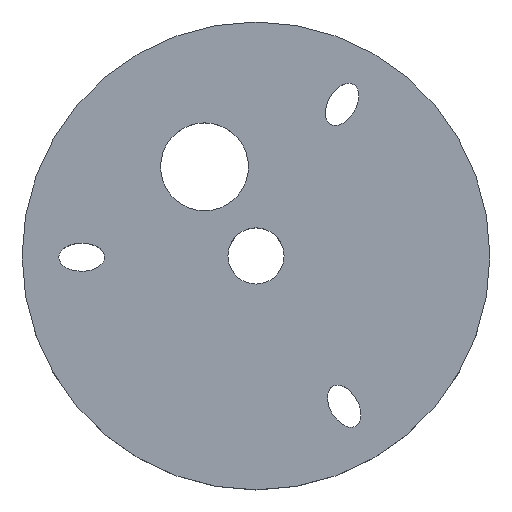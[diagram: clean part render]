
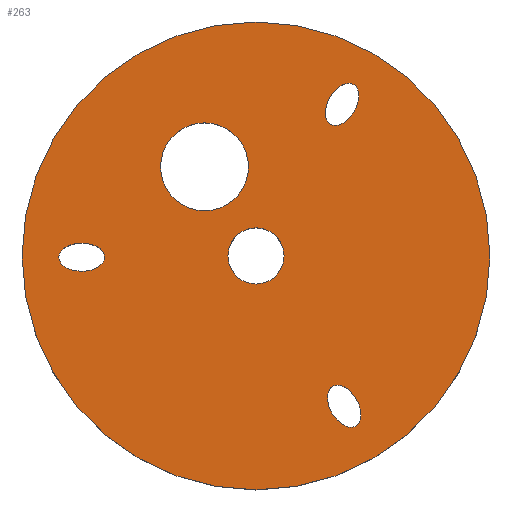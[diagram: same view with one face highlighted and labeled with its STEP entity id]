
A CAD part, top view. The second image highlights one B-rep face of the part: STEP entity #263.
In plain terms, the highlighted planar face has unit normal (0, 0, 1).
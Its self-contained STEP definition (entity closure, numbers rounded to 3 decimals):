
#23=ELLIPSE('',#313,2.45,1.5);
#24=ELLIPSE('',#314,2.45,1.5);
#25=ELLIPSE('',#315,2.45,1.5);
#30=PLANE('',#311);
#55=ORIENTED_EDGE('',*,*,#100,.T.);
#56=ORIENTED_EDGE('',*,*,#101,.F.);
#57=ORIENTED_EDGE('',*,*,#102,.F.);
#58=ORIENTED_EDGE('',*,*,#103,.F.);
#59=ORIENTED_EDGE('',*,*,#104,.F.);
#60=ORIENTED_EDGE('',*,*,#105,.T.);
#100=EDGE_CURVE('',#124,#124,#148,.T.);
#101=EDGE_CURVE('',#125,#125,#23,.T.);
#102=EDGE_CURVE('',#126,#126,#24,.T.);
#103=EDGE_CURVE('',#127,#127,#25,.T.);
#104=EDGE_CURVE('',#128,#128,#149,.F.);
#105=EDGE_CURVE('',#129,#129,#150,.T.);
#124=VERTEX_POINT('',#454);
#125=VERTEX_POINT('',#456);
#126=VERTEX_POINT('',#458);
#127=VERTEX_POINT('',#460);
#128=VERTEX_POINT('',#462);
#129=VERTEX_POINT('',#464);
#148=CIRCLE('',#312,3.);
#149=CIRCLE('',#316,4.7);
#150=CIRCLE('',#317,25.);
#169=EDGE_LOOP('',(#55));
#170=EDGE_LOOP('',(#56));
#171=EDGE_LOOP('',(#57));
#172=EDGE_LOOP('',(#58));
#173=EDGE_LOOP('',(#59));
#174=EDGE_LOOP('',(#60));
#217=FACE_BOUND('',#169,.T.);
#218=FACE_BOUND('',#170,.T.);
#219=FACE_BOUND('',#171,.T.);
#220=FACE_BOUND('',#172,.T.);
#221=FACE_BOUND('',#173,.T.);
#222=FACE_BOUND('',#174,.T.);
#263=ADVANCED_FACE('',(#217,#218,#219,#220,#221,#222),#30,.F.);
#311=AXIS2_PLACEMENT_3D('',#452,#376,#377);
#312=AXIS2_PLACEMENT_3D('',#453,#378,#379);
#313=AXIS2_PLACEMENT_3D('',#455,#380,#381);
#314=AXIS2_PLACEMENT_3D('',#457,#382,#383);
#315=AXIS2_PLACEMENT_3D('',#459,#384,#385);
#316=AXIS2_PLACEMENT_3D('',#461,#386,#387);
#317=AXIS2_PLACEMENT_3D('',#463,#388,#389);
#376=DIRECTION('',(0.,0.,-1.));
#377=DIRECTION('',(-1.,0.,0.));
#378=DIRECTION('',(0.,0.,-1.));
#379=DIRECTION('',(-1.,0.,0.));
#380=DIRECTION('',(0.,0.,1.));
#381=DIRECTION('',(1.,0.,0.));
#382=DIRECTION('',(0.,0.,1.));
#383=DIRECTION('',(-0.5,0.866,0.));
#384=DIRECTION('',(0.,0.,1.));
#385=DIRECTION('',(-0.5,-0.866,0.));
#386=DIRECTION('',(0.,0.,-1.));
#387=DIRECTION('',(-1.,0.,0.));
#388=DIRECTION('',(0.,0.,1.));
#389=DIRECTION('',(-1.,0.,0.));
#452=CARTESIAN_POINT('',(0.,0.,0.));
#453=CARTESIAN_POINT('',(0.,0.,0.));
#454=CARTESIAN_POINT('',(-3.,0.,0.));
#455=CARTESIAN_POINT('',(-18.626,-0.135,0.));
#456=CARTESIAN_POINT('',(-16.176,-0.135,0.));
#457=CARTESIAN_POINT('',(9.429,-16.063,0.));
#458=CARTESIAN_POINT('',(8.204,-13.941,0.));
#459=CARTESIAN_POINT('',(9.196,16.198,0.));
#460=CARTESIAN_POINT('',(7.971,14.076,0.));
#461=CARTESIAN_POINT('',(-5.5,9.526,0.));
#462=CARTESIAN_POINT('',(-10.2,9.526,0.));
#463=CARTESIAN_POINT('',(0.,0.,0.));
#464=CARTESIAN_POINT('',(-25.,0.,0.));
